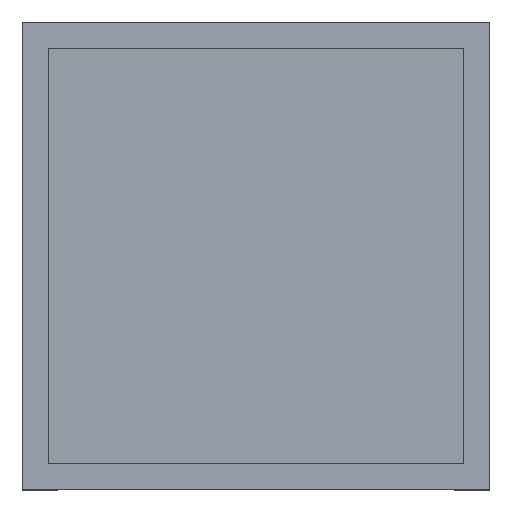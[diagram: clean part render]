
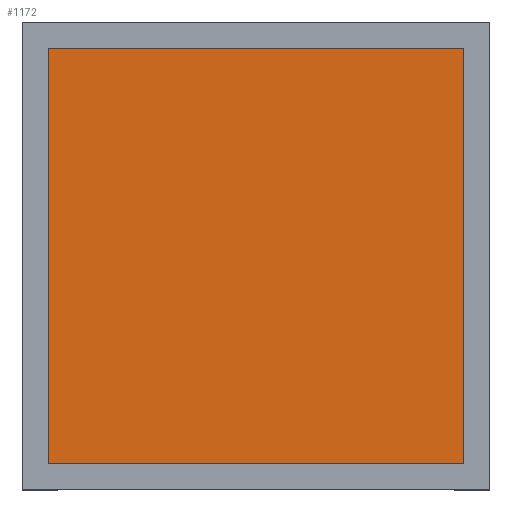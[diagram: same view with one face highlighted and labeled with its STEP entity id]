
A CAD part, top view. The second image highlights one B-rep face of the part: STEP entity #1172.
In plain terms, the highlighted planar face has unit normal (0, 0, 1).
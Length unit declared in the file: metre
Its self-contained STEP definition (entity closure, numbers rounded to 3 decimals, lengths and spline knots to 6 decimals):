
#183=ORIENTED_EDGE('',*,*,#460,.F.);
#184=ORIENTED_EDGE('',*,*,#463,.T.);
#185=ORIENTED_EDGE('',*,*,#465,.T.);
#186=ORIENTED_EDGE('',*,*,#466,.F.);
#460=EDGE_CURVE('',#603,#604,#720,.T.);
#463=EDGE_CURVE('',#603,#605,#723,.T.);
#465=EDGE_CURVE('',#605,#606,#725,.T.);
#466=EDGE_CURVE('',#604,#606,#726,.T.);
#603=VERTEX_POINT('',#2014);
#604=VERTEX_POINT('',#2016);
#605=VERTEX_POINT('',#2020);
#606=VERTEX_POINT('',#2024);
#720=LINE('',#2015,#876);
#723=LINE('',#2021,#879);
#725=LINE('',#2025,#881);
#726=LINE('',#2027,#882);
#876=VECTOR('',#1674,1.);
#879=VECTOR('',#1679,1.);
#881=VECTOR('',#1683,1.);
#882=VECTOR('',#1686,1.);
#974=EDGE_LOOP('',(#183,#184,#185,#186));
#1046=FACE_BOUND('',#974,.T.);
#1109=PLANE('',#1520);
#1172=ADVANCED_FACE('',(#1046),#1109,.T.);
#1520=AXIS2_PLACEMENT_3D('',#2028,#1687,#1688);
#1674=DIRECTION('',(-1.,0.,0.));
#1679=DIRECTION('',(0.,1.,0.));
#1683=DIRECTION('',(-1.,0.,0.));
#1686=DIRECTION('',(0.,1.,0.));
#1687=DIRECTION('',(0.,0.,1.));
#1688=DIRECTION('',(1.,0.,0.));
#2014=CARTESIAN_POINT('',(0.004445,-0.004445,0.00602));
#2015=CARTESIAN_POINT('',(0.,-0.004445,0.00602));
#2016=CARTESIAN_POINT('',(-0.004445,-0.004445,0.00602));
#2020=CARTESIAN_POINT('',(0.004445,0.004445,0.00602));
#2021=CARTESIAN_POINT('',(0.004445,0.,0.00602));
#2024=CARTESIAN_POINT('',(-0.004445,0.004445,0.00602));
#2025=CARTESIAN_POINT('',(0.,0.004445,0.00602));
#2027=CARTESIAN_POINT('',(-0.004445,0.,0.00602));
#2028=CARTESIAN_POINT('',(0.,0.,0.00602));
